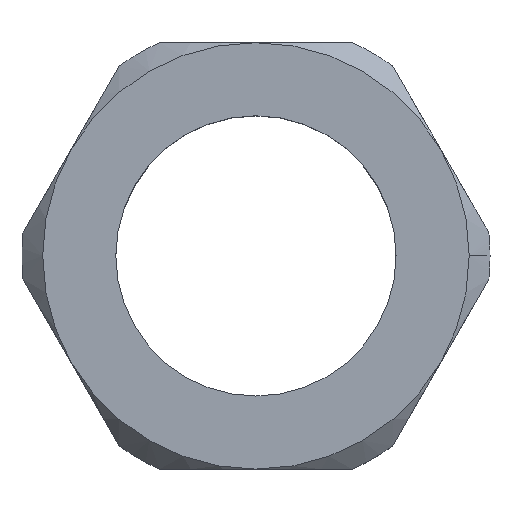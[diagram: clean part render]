
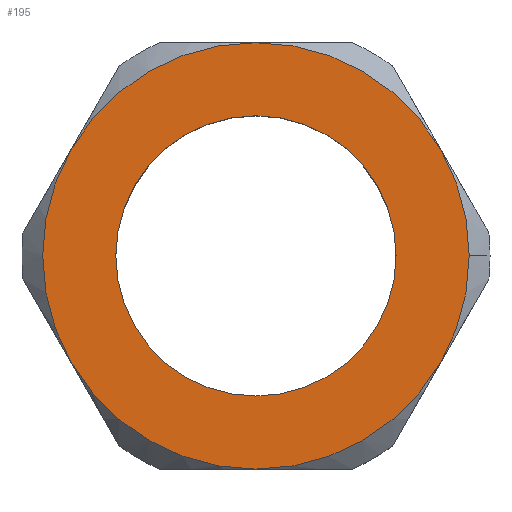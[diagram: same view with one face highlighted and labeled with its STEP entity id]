
A CAD part, top view. The second image highlights one B-rep face of the part: STEP entity #195.
In plain terms, the highlighted planar face has unit normal (0, 0, 1).
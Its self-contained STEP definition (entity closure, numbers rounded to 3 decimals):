
#9 = AXIS2_PLACEMENT_3D ( 'NONE', #739, #738, #736 ) ;
#16 = AXIS2_PLACEMENT_3D ( 'NONE', #831, #828, #824 ) ;
#18 = AXIS2_PLACEMENT_3D ( 'NONE', #264, #262, #263 ) ;
#26 = AXIS2_PLACEMENT_3D ( 'NONE', #839, #823, #827 ) ;
#78 = CIRCLE ( 'NONE', #556, 10.5 ) ;
#82 = CIRCLE ( 'NONE', #517, 10.5 ) ;
#83 = CIRCLE ( 'NONE', #528, 6.9 ) ;
#87 = CIRCLE ( 'NONE', #9, 6.9 ) ;
#88 = EDGE_CURVE ( 'NONE', #365, #237, #190, .T. ) ;
#110 = CIRCLE ( 'NONE', #26, 10.5 ) ;
#111 = CIRCLE ( 'NONE', #16, 10.5 ) ;
#135 = EDGE_CURVE ( 'NONE', #421, #365, #110, .T. ) ;
#136 = EDGE_CURVE ( 'NONE', #415, #440, #111, .T. ) ;
#149 = EDGE_CURVE ( 'NONE', #228, #225, #83, .T. ) ;
#151 = EDGE_CURVE ( 'NONE', #225, #228, #87, .T. ) ;
#158 = EDGE_CURVE ( 'NONE', #440, #421, #82, .T. ) ;
#167 = EDGE_CURVE ( 'NONE', #436, #415, #78, .T. ) ;
#184 = EDGE_CURVE ( 'NONE', #237, #325, #213, .T. ) ;
#188 = EDGE_CURVE ( 'NONE', #325, #436, #209, .T. ) ;
#190 = CIRCLE ( 'NONE', #18, 10.5 ) ;
#195 = ADVANCED_FACE ( 'NONE', ( #546, #541 ), #578, .T. ) ;
#209 = CIRCLE ( 'NONE', #512, 10.5 ) ;
#213 = CIRCLE ( 'NONE', #485, 10.5 ) ;
#225 = VERTEX_POINT ( 'NONE', #573 ) ;
#228 = VERTEX_POINT ( 'NONE', #570 ) ;
#237 = VERTEX_POINT ( 'NONE', #561 ) ;
#262 = DIRECTION ( 'NONE',  ( 0., 0., 1. ) ) ;
#263 = DIRECTION ( 'NONE',  ( 1., 0., 0. ) ) ;
#264 = CARTESIAN_POINT ( 'NONE',  ( 0., 0., 5. ) ) ;
#303 = ORIENTED_EDGE ( 'NONE', *, *, #151, .F. ) ;
#307 = ORIENTED_EDGE ( 'NONE', *, *, #184, .T. ) ;
#308 = ORIENTED_EDGE ( 'NONE', *, *, #136, .T. ) ;
#325 = VERTEX_POINT ( 'NONE', #818 ) ;
#361 = EDGE_LOOP ( 'NONE', ( #307, #405, #376, #308, #431, #434, #404 ) ) ;
#365 = VERTEX_POINT ( 'NONE', #754 ) ;
#376 = ORIENTED_EDGE ( 'NONE', *, *, #167, .T. ) ;
#404 = ORIENTED_EDGE ( 'NONE', *, *, #88, .T. ) ;
#405 = ORIENTED_EDGE ( 'NONE', *, *, #188, .T. ) ;
#415 = VERTEX_POINT ( 'NONE', #746 ) ;
#418 = EDGE_LOOP ( 'NONE', ( #303, #433 ) ) ;
#421 = VERTEX_POINT ( 'NONE', #743 ) ;
#431 = ORIENTED_EDGE ( 'NONE', *, *, #158, .T. ) ;
#433 = ORIENTED_EDGE ( 'NONE', *, *, #149, .F. ) ;
#434 = ORIENTED_EDGE ( 'NONE', *, *, #135, .T. ) ;
#436 = VERTEX_POINT ( 'NONE', #623 ) ;
#440 = VERTEX_POINT ( 'NONE', #778 ) ;
#485 = AXIS2_PLACEMENT_3D ( 'NONE', #613, #612, #611 ) ;
#512 = AXIS2_PLACEMENT_3D ( 'NONE', #600, #598, #597 ) ;
#517 = AXIS2_PLACEMENT_3D ( 'NONE', #707, #706, #705 ) ;
#528 = AXIS2_PLACEMENT_3D ( 'NONE', #748, #747, #745 ) ;
#535 = AXIS2_PLACEMENT_3D ( 'NONE', #577, #576, #575 ) ;
#541 = FACE_OUTER_BOUND ( 'NONE', #361, .T. ) ;
#546 = FACE_BOUND ( 'NONE', #418, .T. ) ;
#556 = AXIS2_PLACEMENT_3D ( 'NONE', #680, #679, #678 ) ;
#561 = CARTESIAN_POINT ( 'NONE',  ( 9.093, -5.25, 5. ) ) ;
#570 = CARTESIAN_POINT ( 'NONE',  ( 6.9, 0., 5. ) ) ;
#573 = CARTESIAN_POINT ( 'NONE',  ( -6.9, 0., 5. ) ) ;
#575 = DIRECTION ( 'NONE',  ( 1., 0., 0. ) ) ;
#576 = DIRECTION ( 'NONE',  ( 0., 0., 1. ) ) ;
#577 = CARTESIAN_POINT ( 'NONE',  ( 0., 0., 5. ) ) ;
#578 = PLANE ( 'NONE',  #535 ) ;
#597 = DIRECTION ( 'NONE',  ( 1., 0., 0. ) ) ;
#598 = DIRECTION ( 'NONE',  ( 0., 0., 1. ) ) ;
#600 = CARTESIAN_POINT ( 'NONE',  ( 0., 0., 5. ) ) ;
#611 = DIRECTION ( 'NONE',  ( 1., 0., 0. ) ) ;
#612 = DIRECTION ( 'NONE',  ( 0., 0., 1. ) ) ;
#613 = CARTESIAN_POINT ( 'NONE',  ( 0., 0., 5. ) ) ;
#623 = CARTESIAN_POINT ( 'NONE',  ( 9.093, 5.25, 5. ) ) ;
#678 = DIRECTION ( 'NONE',  ( 1., 0., 0. ) ) ;
#679 = DIRECTION ( 'NONE',  ( 0., 0., 1. ) ) ;
#680 = CARTESIAN_POINT ( 'NONE',  ( 0., 0., 5. ) ) ;
#705 = DIRECTION ( 'NONE',  ( 1., 0., 0. ) ) ;
#706 = DIRECTION ( 'NONE',  ( 0., 0., 1. ) ) ;
#707 = CARTESIAN_POINT ( 'NONE',  ( 0., 0., 5. ) ) ;
#736 = DIRECTION ( 'NONE',  ( 1., 0., 0. ) ) ;
#738 = DIRECTION ( 'NONE',  ( 0., 0., 1. ) ) ;
#739 = CARTESIAN_POINT ( 'NONE',  ( 0., 0., 5. ) ) ;
#743 = CARTESIAN_POINT ( 'NONE',  ( -9.093, -5.25, 5. ) ) ;
#745 = DIRECTION ( 'NONE',  ( 1., 0., 0. ) ) ;
#746 = CARTESIAN_POINT ( 'NONE',  ( 0., 10.5, 5. ) ) ;
#747 = DIRECTION ( 'NONE',  ( 0., 0., 1. ) ) ;
#748 = CARTESIAN_POINT ( 'NONE',  ( 0., 0., 5. ) ) ;
#754 = CARTESIAN_POINT ( 'NONE',  ( 0., -10.5, 5. ) ) ;
#778 = CARTESIAN_POINT ( 'NONE',  ( -9.093, 5.25, 5. ) ) ;
#818 = CARTESIAN_POINT ( 'NONE',  ( 10.5, 0., 5. ) ) ;
#823 = DIRECTION ( 'NONE',  ( 0., 0., 1. ) ) ;
#824 = DIRECTION ( 'NONE',  ( 1., 0., 0. ) ) ;
#827 = DIRECTION ( 'NONE',  ( 1., 0., 0. ) ) ;
#828 = DIRECTION ( 'NONE',  ( 0., 0., 1. ) ) ;
#831 = CARTESIAN_POINT ( 'NONE',  ( 0., 0., 5. ) ) ;
#839 = CARTESIAN_POINT ( 'NONE',  ( 0., 0., 5. ) ) ;
